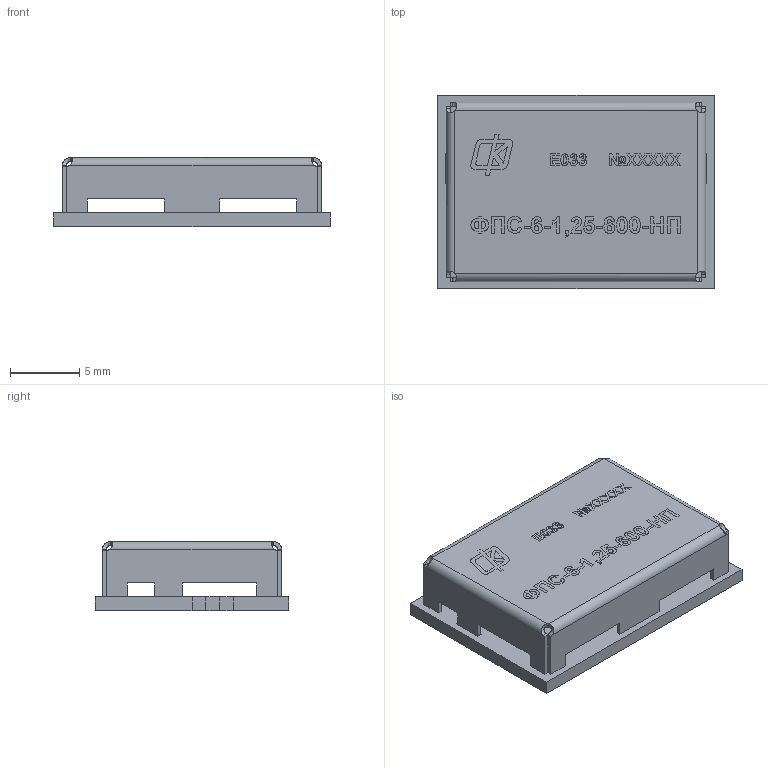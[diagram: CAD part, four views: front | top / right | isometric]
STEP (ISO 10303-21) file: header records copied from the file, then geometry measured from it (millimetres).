
FILE_DESCRIPTION(('STEP AP203'), '1');
FILE_NAME('ÍØÁÀ.468824.026-03_Ôèëüòð ÔÏÑ-6-1,25-600-ÍÏ', '', ('UNSPECIFIED'), ('UNSPECIFIED'), 'ASCON STEP Converter 1.6', 'ASCON Math Kernel', '');
FILE_SCHEMA(('CONFIG_CONTROL_DESIGN'));
Length unit declared in the file: millimetre
Products named in the file (1): НШБА.468824.026-03_Фильтр ФПС-6-1,25-600-НП
Bounding box: 20 x 14 x 5 mm (x, y, z)
Volume: 405.1 mm3; surface area: 1507.3 mm2
Topology: 2 solids, 2 shells, 516 faces, 1369 edges, 902 vertices
Faces by surface type: plane 339, bspline 146, cylinder 31
Entity records: 35241 total; most frequent: CARTESIAN_POINT 19462, ORIENTED_EDGE 2738, DIRECTION 1741, EDGE_CURVE 1369, LINE 907, VECTOR 907, VERTEX_POINT 902, FACE_BOUND 561
